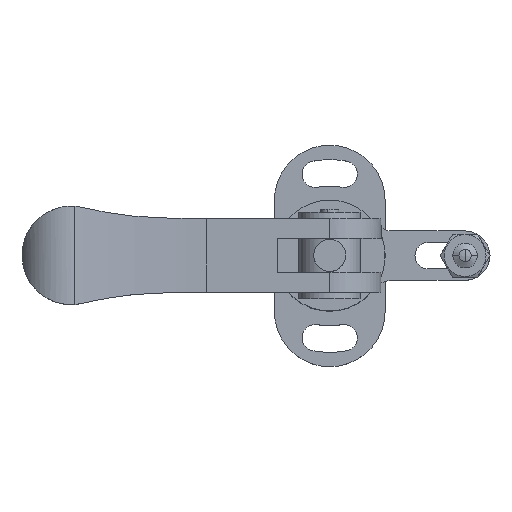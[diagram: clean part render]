
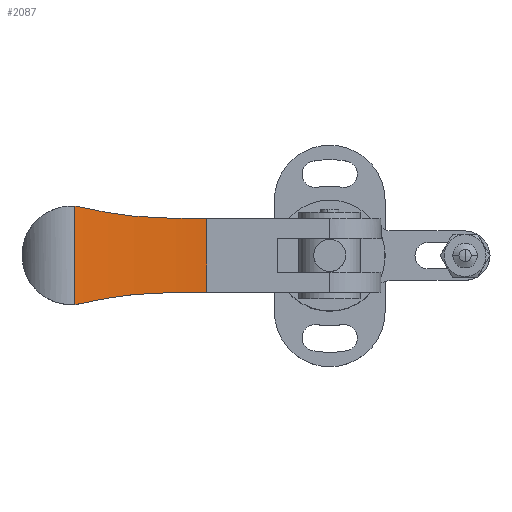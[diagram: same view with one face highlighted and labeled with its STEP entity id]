
A CAD part, top view. The second image highlights one B-rep face of the part: STEP entity #2087.
In plain terms, the highlighted cylindrical face has radius 99.55 mm (diameter 199.1 mm), a partial arc.
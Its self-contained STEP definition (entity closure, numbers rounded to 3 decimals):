
#74 = EDGE_CURVE ( 'NONE', #4626, #1858, #1698, .T. ) ;
#84 = AXIS2_PLACEMENT_3D ( 'NONE', #3573, #4046, #4575 ) ;
#105 = DIRECTION ( 'NONE',  ( 1., 0., 0. ) ) ;
#249 = CARTESIAN_POINT ( 'NONE',  ( 40.143, 7.782, 9.559 ) ) ;
#604 = VECTOR ( 'NONE', #1124, 1000. ) ;
#658 = CARTESIAN_POINT ( 'NONE',  ( 41.389, -7.977, 9.825 ) ) ;
#702 = ORIENTED_EDGE ( 'NONE', *, *, #3390, .F. ) ;
#801 = CARTESIAN_POINT ( 'NONE',  ( 25., -6., 7.626 ) ) ;
#876 = CARTESIAN_POINT ( 'NONE',  ( 20., 6., 107.05 ) ) ;
#936 = B_SPLINE_CURVE_WITH_KNOTS ( 'NONE', 3,
 ( #1775, #1269, #4874, #5350 ),
 .UNSPECIFIED., .F., .F.,
 ( 4, 4 ),
 ( 0., 0.001 ),
 .UNSPECIFIED. ) ;
#943 = ORIENTED_EDGE ( 'NONE', *, *, #74, .F. ) ;
#1124 = DIRECTION ( 'NONE',  ( 0., 1., 0. ) ) ;
#1214 = CARTESIAN_POINT ( 'NONE',  ( 41.389, -8., 9.825 ) ) ;
#1269 = CARTESIAN_POINT ( 'NONE',  ( 40.554, 7.88, 9.644 ) ) ;
#1462 = EDGE_CURVE ( 'NONE', #3355, #1486, #936, .T. ) ;
#1486 = VERTEX_POINT ( 'NONE', #4967 ) ;
#1499 = CIRCLE ( 'NONE', #4166, 99.55 ) ;
#1547 = VERTEX_POINT ( 'NONE', #4026 ) ;
#1611 = EDGE_LOOP ( 'NONE', ( #5265, #2166, #702, #943, #5812, #3647, #4276, #2792 ) ) ;
#1698 = LINE ( 'NONE', #6241, #604 ) ;
#1775 = CARTESIAN_POINT ( 'NONE',  ( 40.143, 7.782, 9.559 ) ) ;
#1781 = AXIS2_PLACEMENT_3D ( 'NONE', #5227, #3612, #105 ) ;
#1858 = VERTEX_POINT ( 'NONE', #6463 ) ;
#1921 = DIRECTION ( 'NONE',  ( 1., 0., 0. ) ) ;
#2087 = ADVANCED_FACE ( 'NONE', ( #2509 ), #6584, .F. ) ;
#2098 = DIRECTION ( 'NONE',  ( 0., 1., 0. ) ) ;
#2120 = EDGE_CURVE ( 'NONE', #6553, #1486, #2705, .T. ) ;
#2166 = ORIENTED_EDGE ( 'NONE', *, *, #3194, .F. ) ;
#2291 = CARTESIAN_POINT ( 'NONE',  ( 25., 6., 7.626 ) ) ;
#2509 = FACE_OUTER_BOUND ( 'NONE', #1611, .T. ) ;
#2705 = LINE ( 'NONE', #1214, #3840 ) ;
#2710 = CARTESIAN_POINT ( 'NONE',  ( 40.143, -7.782, 9.559 ) ) ;
#2792 = ORIENTED_EDGE ( 'NONE', *, *, #2120, .T. ) ;
#2817 = CARTESIAN_POINT ( 'NONE',  ( 35.183, 6.749, 8.632 ) ) ;
#2839 = CARTESIAN_POINT ( 'NONE',  ( 27.583, -6., 7.756 ) ) ;
#2920 = CARTESIAN_POINT ( 'NONE',  ( 20., -6., 7.5 ) ) ;
#2933 = CIRCLE ( 'NONE', #1781, 99.55 ) ;
#3194 = EDGE_CURVE ( 'NONE', #4905, #3355, #3405, .T. ) ;
#3246 = EDGE_CURVE ( 'NONE', #1547, #6553, #4050, .T. ) ;
#3355 = VERTEX_POINT ( 'NONE', #5468 ) ;
#3382 = CARTESIAN_POINT ( 'NONE',  ( 41.389, -7.977, 9.825 ) ) ;
#3390 = EDGE_CURVE ( 'NONE', #1858, #4905, #1499, .T. ) ;
#3405 = B_SPLINE_CURVE_WITH_KNOTS ( 'NONE', 3,
 ( #2291, #3799, #4333, #2817, #5877, #249 ),
 .UNSPECIFIED., .F., .F.,
 ( 4, 2, 4 ),
 ( 0., 0.008, 0.015 ),
 .UNSPECIFIED. ) ;
#3573 = CARTESIAN_POINT ( 'NONE',  ( 20., -8., 107.05 ) ) ;
#3612 = DIRECTION ( 'NONE',  ( 0., -1., 0. ) ) ;
#3614 = VERTEX_POINT ( 'NONE', #801 ) ;
#3647 = ORIENTED_EDGE ( 'NONE', *, *, #3699, .T. ) ;
#3699 = EDGE_CURVE ( 'NONE', #3614, #1547, #4848, .T. ) ;
#3788 = CARTESIAN_POINT ( 'NONE',  ( 25., -6., 7.626 ) ) ;
#3799 = CARTESIAN_POINT ( 'NONE',  ( 27.583, 6., 7.756 ) ) ;
#3832 = CARTESIAN_POINT ( 'NONE',  ( 40.969, -7.944, 9.733 ) ) ;
#3840 = VECTOR ( 'NONE', #2098, 1000. ) ;
#3870 = CARTESIAN_POINT ( 'NONE',  ( 40.143, -7.782, 9.559 ) ) ;
#4026 = CARTESIAN_POINT ( 'NONE',  ( 40.143, -7.782, 9.559 ) ) ;
#4046 = DIRECTION ( 'NONE',  ( 0., 1., 0. ) ) ;
#4050 = B_SPLINE_CURVE_WITH_KNOTS ( 'NONE', 3,
 ( #3870, #4864, #3832, #3382 ),
 .UNSPECIFIED., .F., .F.,
 ( 4, 4 ),
 ( 0., 0.001 ),
 .UNSPECIFIED. ) ;
#4166 = AXIS2_PLACEMENT_3D ( 'NONE', #876, #5966, #1921 ) ;
#4276 = ORIENTED_EDGE ( 'NONE', *, *, #3246, .T. ) ;
#4333 = CARTESIAN_POINT ( 'NONE',  ( 30.136, 6.153, 7.985 ) ) ;
#4575 = DIRECTION ( 'NONE',  ( 1., 0., 0. ) ) ;
#4626 = VERTEX_POINT ( 'NONE', #2920 ) ;
#4848 = B_SPLINE_CURVE_WITH_KNOTS ( 'NONE', 3,
 ( #3788, #2839, #5263, #5835, #6399, #2710 ),
 .UNSPECIFIED., .F., .F.,
 ( 4, 2, 4 ),
 ( 0., 0.008, 0.015 ),
 .UNSPECIFIED. ) ;
#4864 = CARTESIAN_POINT ( 'NONE',  ( 40.554, -7.88, 9.644 ) ) ;
#4874 = CARTESIAN_POINT ( 'NONE',  ( 40.969, 7.944, 9.733 ) ) ;
#4905 = VERTEX_POINT ( 'NONE', #5450 ) ;
#4967 = CARTESIAN_POINT ( 'NONE',  ( 41.389, 7.977, 9.825 ) ) ;
#5227 = CARTESIAN_POINT ( 'NONE',  ( 20., -6., 107.05 ) ) ;
#5263 = CARTESIAN_POINT ( 'NONE',  ( 30.136, -6.153, 7.985 ) ) ;
#5265 = ORIENTED_EDGE ( 'NONE', *, *, #1462, .F. ) ;
#5350 = CARTESIAN_POINT ( 'NONE',  ( 41.389, 7.977, 9.825 ) ) ;
#5450 = CARTESIAN_POINT ( 'NONE',  ( 25., 6., 7.626 ) ) ;
#5468 = CARTESIAN_POINT ( 'NONE',  ( 40.143, 7.782, 9.559 ) ) ;
#5812 = ORIENTED_EDGE ( 'NONE', *, *, #5862, .T. ) ;
#5835 = CARTESIAN_POINT ( 'NONE',  ( 35.183, -6.749, 8.632 ) ) ;
#5862 = EDGE_CURVE ( 'NONE', #4626, #3614, #2933, .T. ) ;
#5877 = CARTESIAN_POINT ( 'NONE',  ( 37.678, 7.193, 9.05 ) ) ;
#5966 = DIRECTION ( 'NONE',  ( 0., -1., 0. ) ) ;
#6241 = CARTESIAN_POINT ( 'NONE',  ( 20., -8., 7.5 ) ) ;
#6399 = CARTESIAN_POINT ( 'NONE',  ( 37.678, -7.193, 9.05 ) ) ;
#6463 = CARTESIAN_POINT ( 'NONE',  ( 20., 6., 7.5 ) ) ;
#6553 = VERTEX_POINT ( 'NONE', #658 ) ;
#6584 = CYLINDRICAL_SURFACE ( 'NONE', #84, 99.55 ) ;
